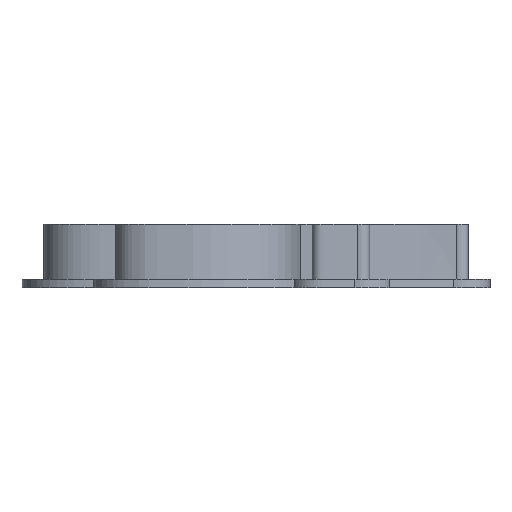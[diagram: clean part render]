
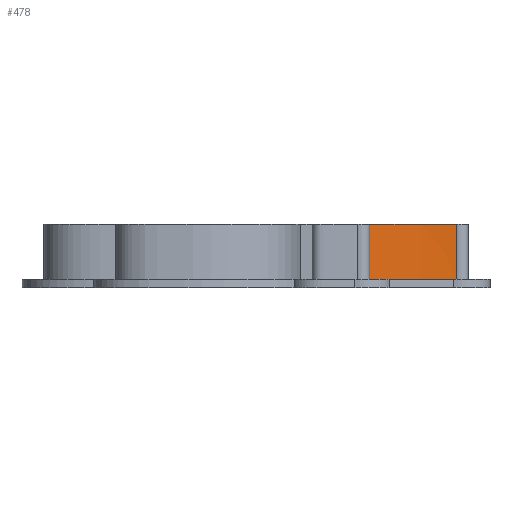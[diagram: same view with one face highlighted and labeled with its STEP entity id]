
A CAD part, left-side view. The second image highlights one B-rep face of the part: STEP entity #478.
In plain terms, the highlighted free-form (B-spline) face has degree [3, 1] with [9, 2] control points.
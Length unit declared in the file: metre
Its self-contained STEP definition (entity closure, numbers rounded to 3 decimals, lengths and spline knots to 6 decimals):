
#22=LINE('',#819,#46);
#23=LINE('',#880,#47);
#46=VECTOR('',#527,1.);
#47=VECTOR('',#528,1.);
#82=ORIENTED_EDGE('',*,*,#227,.T.);
#83=ORIENTED_EDGE('',*,*,#228,.F.);
#84=ORIENTED_EDGE('',*,*,#229,.F.);
#85=ORIENTED_EDGE('',*,*,#225,.T.);
#225=EDGE_CURVE('',#297,#296,#22,.T.);
#227=EDGE_CURVE('',#296,#298,#346,.T.);
#228=EDGE_CURVE('',#299,#298,#23,.T.);
#229=EDGE_CURVE('',#297,#299,#347,.T.);
#296=VERTEX_POINT('',#818);
#297=VERTEX_POINT('',#820);
#298=VERTEX_POINT('',#879);
#299=VERTEX_POINT('',#881);
#346=B_SPLINE_CURVE_WITH_KNOTS('',3,(#865,#866,#867,#868,#869,#870,#871,
#872,#873,#874,#875,#876,#877,#878),.UNSPECIFIED.,.F.,.F.,(4,1,1,1,1,1,
1,1,1,1,1,4),(0.268508,0.271478,0.274448,0.277418,
0.280388,0.283358,0.286328,0.287813,
0.289298,0.290783,0.291526,0.292268),
 .UNSPECIFIED.);
#347=B_SPLINE_CURVE_WITH_KNOTS('',3,(#882,#883,#884,#885,#886,#887,#888,
#889,#890,#891,#892,#893,#894,#895),.UNSPECIFIED.,.F.,.F.,(4,1,1,1,1,1,
1,1,1,1,1,4),(0.268508,0.271478,0.274448,0.277418,
0.280388,0.283358,0.286328,0.287813,
0.289298,0.290783,0.291526,0.292268),
 .UNSPECIFIED.);
#390=EDGE_LOOP('',(#82,#83,#84,#85));
#422=FACE_BOUND('',#390,.T.);
#454=B_SPLINE_SURFACE_WITH_KNOTS('',3,1,((#847,#848),(#849,#850),(#851,
#852),(#853,#854),(#855,#856),(#857,#858),(#859,#860),(#861,#862),(#863,
#864)),.SURF_OF_LINEAR_EXTRUSION.,.F.,.F.,.F.,(4,1,1,1,1,1,4),(2,2),(0.268508,
0.274448,0.280388,0.283358,0.286328,
0.289298,0.292268),(0.,1.),.UNSPECIFIED.);
#478=ADVANCED_FACE('',(#422),#454,.F.);
#527=DIRECTION('',(0.,0.,-1.));
#528=DIRECTION('',(0.,0.,-1.));
#818=CARTESIAN_POINT('',(-0.01947,-0.028567,0.));
#819=CARTESIAN_POINT('',(-0.01947,-0.028567,0.0127));
#820=CARTESIAN_POINT('',(-0.01947,-0.028567,0.0127));
#847=CARTESIAN_POINT('',(-0.01947,-0.028567,0.0127));
#848=CARTESIAN_POINT('',(-0.01947,-0.028567,0.));
#849=CARTESIAN_POINT('',(-0.019287,-0.029762,0.0127));
#850=CARTESIAN_POINT('',(-0.019287,-0.029762,0.));
#851=CARTESIAN_POINT('',(-0.018831,-0.033205,0.0127));
#852=CARTESIAN_POINT('',(-0.018831,-0.033205,0.));
#853=CARTESIAN_POINT('',(-0.018237,-0.038578,0.0127));
#854=CARTESIAN_POINT('',(-0.018237,-0.038578,0.));
#855=CARTESIAN_POINT('',(-0.017855,-0.04264,0.0127));
#856=CARTESIAN_POINT('',(-0.017855,-0.04264,0.));
#857=CARTESIAN_POINT('',(-0.017644,-0.045349,0.0127));
#858=CARTESIAN_POINT('',(-0.017644,-0.045349,0.));
#859=CARTESIAN_POINT('',(-0.01753,-0.047469,0.0127));
#860=CARTESIAN_POINT('',(-0.01753,-0.047469,0.));
#861=CARTESIAN_POINT('',(-0.017549,-0.048345,0.0127));
#862=CARTESIAN_POINT('',(-0.017549,-0.048345,0.));
#863=CARTESIAN_POINT('',(-0.017563,-0.048488,0.0127));
#864=CARTESIAN_POINT('',(-0.017563,-0.048488,0.));
#865=CARTESIAN_POINT('',(-0.01947,-0.028567,0.));
#866=CARTESIAN_POINT('',(-0.019379,-0.029165,0.));
#867=CARTESIAN_POINT('',(-0.019172,-0.030626,0.));
#868=CARTESIAN_POINT('',(-0.018827,-0.033365,0.));
#869=CARTESIAN_POINT('',(-0.018475,-0.036428,0.));
#870=CARTESIAN_POINT('',(-0.018142,-0.039593,0.));
#871=CARTESIAN_POINT('',(-0.017856,-0.04264,0.));
#872=CARTESIAN_POINT('',(-0.017679,-0.044896,0.));
#873=CARTESIAN_POINT('',(-0.017588,-0.046412,0.));
#874=CARTESIAN_POINT('',(-0.017549,-0.047371,0.));
#875=CARTESIAN_POINT('',(-0.017542,-0.047988,0.));
#876=CARTESIAN_POINT('',(-0.017551,-0.048338,0.));
#877=CARTESIAN_POINT('',(-0.01756,-0.048452,0.));
#878=CARTESIAN_POINT('',(-0.017563,-0.048488,0.));
#879=CARTESIAN_POINT('',(-0.017563,-0.048488,0.));
#880=CARTESIAN_POINT('',(-0.017563,-0.048488,0.0127));
#881=CARTESIAN_POINT('',(-0.017563,-0.048488,0.0127));
#882=CARTESIAN_POINT('',(-0.01947,-0.028567,0.0127));
#883=CARTESIAN_POINT('',(-0.019379,-0.029165,0.0127));
#884=CARTESIAN_POINT('',(-0.019172,-0.030626,0.0127));
#885=CARTESIAN_POINT('',(-0.018827,-0.033365,0.0127));
#886=CARTESIAN_POINT('',(-0.018475,-0.036428,0.0127));
#887=CARTESIAN_POINT('',(-0.018142,-0.039593,0.0127));
#888=CARTESIAN_POINT('',(-0.017856,-0.04264,0.0127));
#889=CARTESIAN_POINT('',(-0.017679,-0.044896,0.0127));
#890=CARTESIAN_POINT('',(-0.017588,-0.046412,0.0127));
#891=CARTESIAN_POINT('',(-0.017549,-0.047371,0.0127));
#892=CARTESIAN_POINT('',(-0.017542,-0.047988,0.0127));
#893=CARTESIAN_POINT('',(-0.017551,-0.048338,0.0127));
#894=CARTESIAN_POINT('',(-0.01756,-0.048452,0.0127));
#895=CARTESIAN_POINT('',(-0.017563,-0.048488,0.0127));
